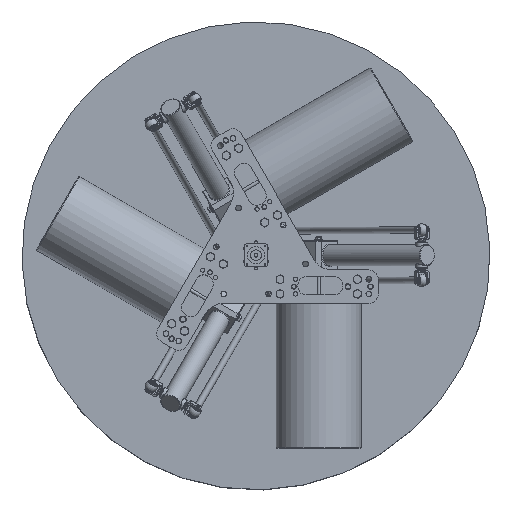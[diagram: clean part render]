
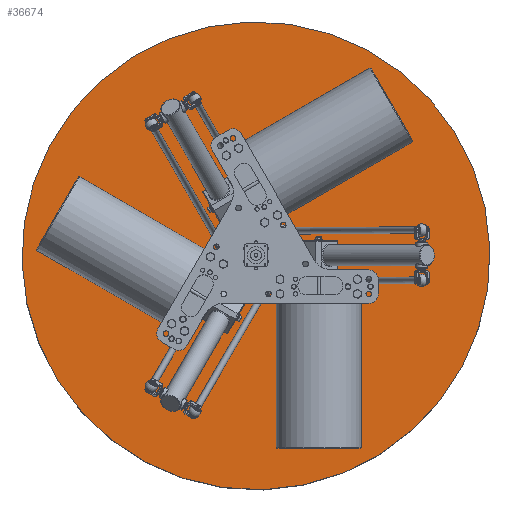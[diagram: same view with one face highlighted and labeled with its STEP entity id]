
A CAD part, top view. The second image highlights one B-rep face of the part: STEP entity #36674.
In plain terms, the highlighted planar face has unit normal (0, 0, 1).
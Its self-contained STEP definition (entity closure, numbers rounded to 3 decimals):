
#3213=PLANE('',#40793);
#5415=FACE_OUTER_BOUND('',#8374,.T.);
#8374=EDGE_LOOP('',(#32404));
#14837=CIRCLE('',#40792,560.);
#18127=VERTEX_POINT('',#72132);
#22886=EDGE_CURVE('',#18127,#18127,#14837,.T.);
#32404=ORIENTED_EDGE('',*,*,#22886,.T.);
#36674=ADVANCED_FACE('',(#5415),#3213,.T.);
#40792=AXIS2_PLACEMENT_3D('',#72133,#50974,#50975);
#40793=AXIS2_PLACEMENT_3D('',#72134,#50976,#50977);
#50974=DIRECTION('center_axis',(0.,0.,1.));
#50975=DIRECTION('ref_axis',(-1.,0.,0.));
#50976=DIRECTION('center_axis',(0.,0.,1.));
#50977=DIRECTION('ref_axis',(1.,0.,0.));
#72132=CARTESIAN_POINT('',(560.,0.,330.));
#72133=CARTESIAN_POINT('Origin',(0.,0.,330.));
#72134=CARTESIAN_POINT('Origin',(0.,0.,
330.));
